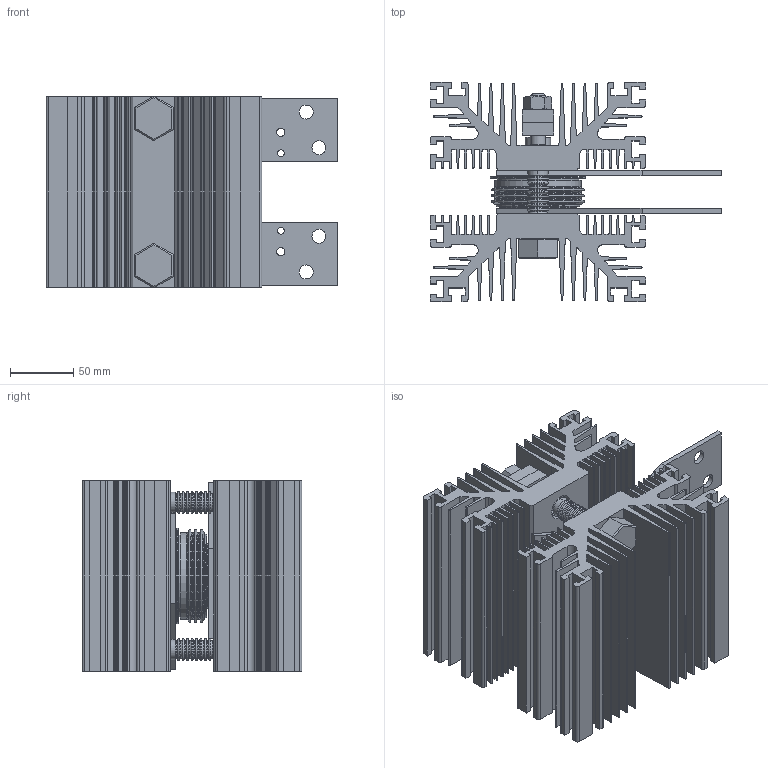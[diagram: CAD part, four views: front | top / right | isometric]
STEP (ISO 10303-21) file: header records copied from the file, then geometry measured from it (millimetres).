
FILE_DESCRIPTION (( 'STEP AP214' ), '1' );
FILE_NAME ('O153-PD53.STEP', '2021-04-19T12:05:04', ( '' ), ( '' ), 'SwSTEP 2.0', 'SolidWorks 2018', '' );
FILE_SCHEMA (( 'AUTOMOTIVE_DESIGN' ));
Length unit declared in the file: millimetre
Products named in the file (1): O153-PD53
Bounding box: 230 x 173 x 151 mm (x, y, z)
Volume: 1769572.9 mm3; surface area: 758047.8 mm2
Topology: 26 solids, 26 shells, 1305 faces, 3270 edges, 2029 vertices
Faces by surface type: plane 495, cylinder 400, cone 208, torus 200, sphere 2
Entity records: 53804 total; most frequent: DIRECTION 7232, CARTESIAN_POINT 6877, ORIENTED_EDGE 6516, EDGE_CURVE 3258, AXIS2_PLACEMENT_3D 2704, VERTEX_POINT 2029, VECTOR 1824, LINE 1824
